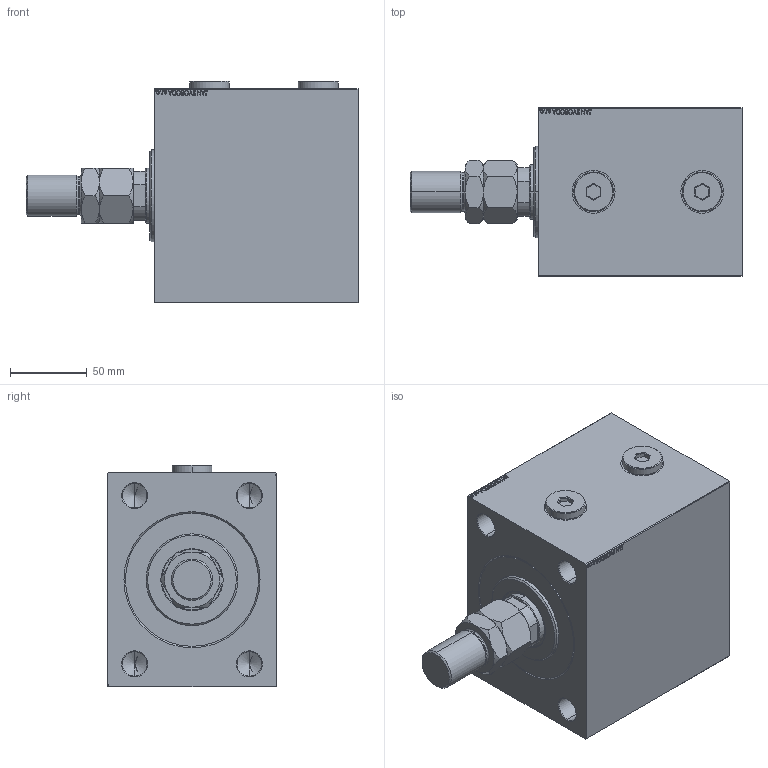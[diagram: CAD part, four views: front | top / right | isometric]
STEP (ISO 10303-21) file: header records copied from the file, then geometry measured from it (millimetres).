
FILE_DESCRIPTION (( 'STEP AP203' ), '1' );
FILE_NAME ('c5d0.STEP', '2026-03-04T11:38:47', ( '' ), ( '' ), 'SwSTEP 2.0', 'SolidWorks 2019', '' );
FILE_SCHEMA (( 'CONFIG_CONTROL_DESIGN' ));
Length unit declared in the file: millimetre
Products named in the file (6): Zatka_OIL_PORT 4cda9f51ce0c7deada463d44d61e08ad; V450CM_VC_B 4cda9f51ce0c7deada463d44d61e08ad; MTA 4cda9f51ce0c7deada463d44d61e08ad; c5d0; V450CM_B_Body 4cda9f51ce0c7deada463d44d61e08ad; V450CM_B_VCP 4cda9f51ce0c7deada463d44d61e08ad
Assembly tree (6 placements, depth 2):
  c5d0
    V450CM_B_Body 4cda9f51ce0c7deada463d44d61e08ad
    V450CM_B_VCP 4cda9f51ce0c7deada463d44d61e08ad
    V450CM_VC_B 4cda9f51ce0c7deada463d44d61e08ad
    MTA 4cda9f51ce0c7deada463d44d61e08ad
    Zatka_OIL_PORT 4cda9f51ce0c7deada463d44d61e08ad  x2
Bounding box: 217 x 110 x 144.9 mm (x, y, z)
Volume: 1880358.3 mm3; surface area: 205506.1 mm2
Topology: 6 solids, 6 shells, 987 faces, 2480 edges, 1607 vertices
Faces by surface type: plane 451, bspline 380, cone 78, cylinder 76, torus 2
Entity records: 47360 total; most frequent: CARTESIAN_POINT 26122, ORIENTED_EDGE 4844, DIRECTION 2990, EDGE_CURVE 2422, VERTEX_POINT 1583, VECTOR 1400, LINE 1400, EDGE_LOOP 1097
